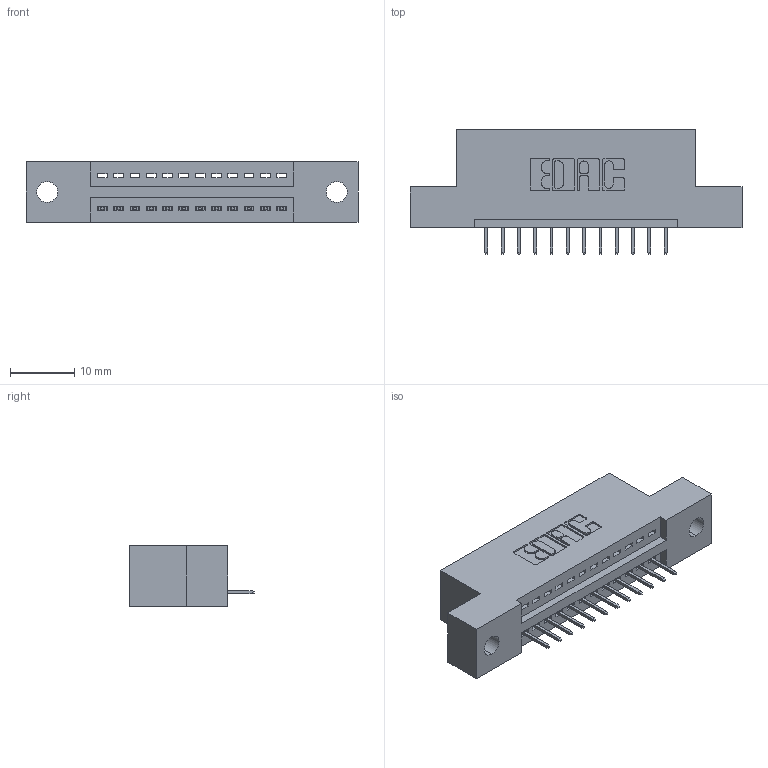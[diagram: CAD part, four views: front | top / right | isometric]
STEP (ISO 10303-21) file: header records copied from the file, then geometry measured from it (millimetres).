
FILE_DESCRIPTION (( 'STEP AP203' ), '1' );
FILE_NAME ('395-012-524-102.STEP', '2019-10-16T00:41:27', ( '' ), ( '' ), 'SwSTEP 2.0', 'SolidWorks 2016', '' );
FILE_SCHEMA (( 'CONFIG_CONTROL_DESIGN' ));
Length unit declared in the file: inch
Products named in the file (3): 345-292-001_345-293-124; 395-012-524-102; 345 Part_Flush Mounting Lugs - 0.128 Dia
Assembly tree (13 placements, depth 2):
  395-012-524-102
    345 Part_Flush Mounting Lugs - 0.128 Dia
    345-292-001_345-293-124  x12
Bounding box: 51.69 x 19.35 x 9.4 mm (x, y, z)
Volume: 4579.6 mm3; surface area: 5255.1 mm2
Topology: 13 solids, 13 shells, 870 faces, 2501 edges, 1618 vertices
Faces by surface type: plane 632, cylinder 238
Entity records: 13147 total; most frequent: CARTESIAN_POINT 2284, ORIENTED_EDGE 2230, DIRECTION 2039, EDGE_CURVE 1115, LINE 939, VECTOR 939, VERTEX_POINT 738, AXIS2_PLACEMENT_3D 550
